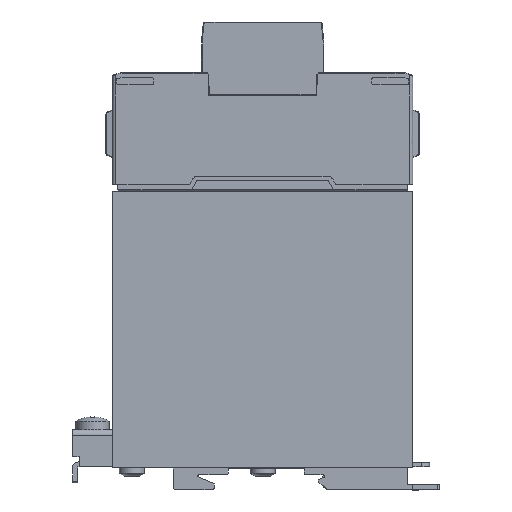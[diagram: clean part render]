
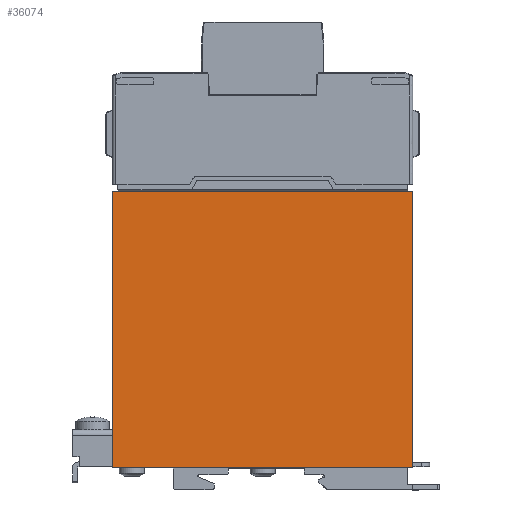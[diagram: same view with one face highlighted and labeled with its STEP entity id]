
A CAD part, left-side view. The second image highlights one B-rep face of the part: STEP entity #36074.
In plain terms, the highlighted planar face has unit normal (-1, 0, 0).
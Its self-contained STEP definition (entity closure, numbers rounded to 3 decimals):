
#32303=CARTESIAN_POINT('',(-8.85,45.,12.309));
#32304=VERTEX_POINT('',#32303);
#32305=CARTESIAN_POINT('',(-8.85,45.,2.4));
#32306=VERTEX_POINT('',#32305);
#32307=CARTESIAN_POINT('',(-8.85,45.,12.309));
#32308=DIRECTION('',(0.,0.,-1.0));
#32309=VECTOR('',#32308,9.909);
#32310=LINE('',#32307,#32309);
#32311=EDGE_CURVE('',#32304,#32306,#32310,.T.);
#35068=CARTESIAN_POINT('',(-8.85,45.,2.1));
#35069=VERTEX_POINT('',#35068);
#35076=CARTESIAN_POINT('',(-8.85,45.,2.4));
#35077=DIRECTION('',(0.,0.,-1.0));
#35078=VECTOR('',#35077,0.3);
#35079=LINE('',#35076,#35078);
#35080=EDGE_CURVE('',#32306,#35069,#35079,.T.);
#35220=CARTESIAN_POINT('',(-8.85,45.,85.));
#35221=VERTEX_POINT('',#35220);
#35222=CARTESIAN_POINT('',(-8.85,45.,85.));
#35223=DIRECTION('',(0.,0.,-1.0));
#35224=VECTOR('',#35223,72.691);
#35225=LINE('',#35222,#35224);
#35226=EDGE_CURVE('',#35221,#32304,#35225,.T.);
#36042=CARTESIAN_POINT('',(-8.85,-45.,85.));
#36043=DIRECTION('',(-1.0,0.,0.));
#36044=DIRECTION('',(0.,0.0,1.0));
#36045=AXIS2_PLACEMENT_3D('',#36042,#36043,#36044);
#36046=PLANE('',#36045);
#36047=ORIENTED_EDGE('',*,*,#35226,.T.);
#36048=ORIENTED_EDGE('',*,*,#32311,.T.);
#36049=ORIENTED_EDGE('',*,*,#35080,.T.);
#36050=CARTESIAN_POINT('',(-8.85,-45.,2.1));
#36051=VERTEX_POINT('',#36050);
#36052=CARTESIAN_POINT('',(-8.85,-45.,2.1));
#36053=DIRECTION('',(0.0,1.0,0.0));
#36054=VECTOR('',#36053,90.);
#36055=LINE('',#36052,#36054);
#36056=EDGE_CURVE('',#36051,#35069,#36055,.T.);
#36057=ORIENTED_EDGE('',*,*,#36056,.F.);
#36058=CARTESIAN_POINT('',(-8.85,-45.,85.));
#36059=VERTEX_POINT('',#36058);
#36060=CARTESIAN_POINT('',(-8.85,-45.,2.1));
#36061=DIRECTION('',(0.,0.,1.0));
#36062=VECTOR('',#36061,82.9);
#36063=LINE('',#36060,#36062);
#36064=EDGE_CURVE('',#36051,#36059,#36063,.T.);
#36065=ORIENTED_EDGE('',*,*,#36064,.T.);
#36066=CARTESIAN_POINT('',(-8.85,-45.,85.));
#36067=DIRECTION('',(0.0,1.0,0.0));
#36068=VECTOR('',#36067,90.0);
#36069=LINE('',#36066,#36068);
#36070=EDGE_CURVE('',#36059,#35221,#36069,.T.);
#36071=ORIENTED_EDGE('',*,*,#36070,.T.);
#36072=EDGE_LOOP('',(#36047,#36048,#36049,#36057,#36065,#36071));
#36073=FACE_OUTER_BOUND('',#36072,.T.);
#36074=ADVANCED_FACE('',(#36073),#36046,.T.);
